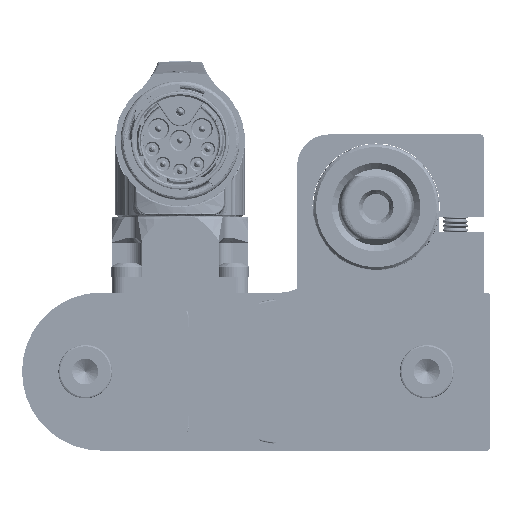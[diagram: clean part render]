
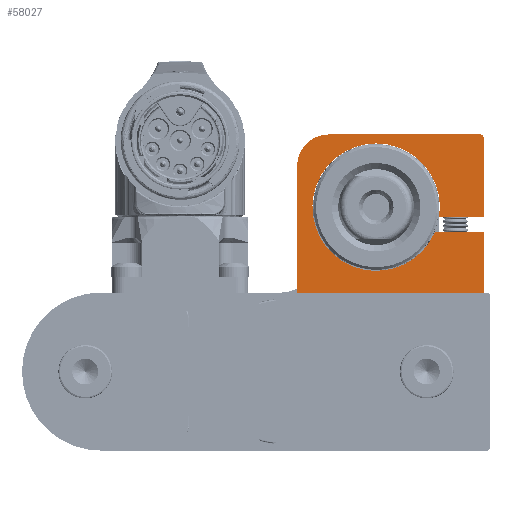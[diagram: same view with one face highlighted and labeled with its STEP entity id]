
A CAD part, left-side view. The second image highlights one B-rep face of the part: STEP entity #58027.
In plain terms, the highlighted face is planar.
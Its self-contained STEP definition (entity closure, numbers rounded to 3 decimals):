
#2804 = CARTESIAN_POINT ( 'NONE',  ( -15., 14.5, 30. ) ) ;
#3289 = DIRECTION ( 'NONE',  ( -1., 0., 0. ) ) ;
#3593 = EDGE_CURVE ( 'NONE', #37893, #42766, #58167, .T. ) ;
#4420 = CIRCLE ( 'NONE', #69514, 10.075 ) ;
#4575 = ORIENTED_EDGE ( 'NONE', *, *, #35878, .F. ) ;
#12378 = AXIS2_PLACEMENT_3D ( 'NONE', #83884, #24633, #54283 ) ;
#15904 = PLANE ( 'NONE',  #12378 ) ;
#16794 = CARTESIAN_POINT ( 'NONE',  ( 14.5, 14.5, 30. ) ) ;
#17812 = FACE_OUTER_BOUND ( 'NONE', #71243, .T. ) ;
#18154 = LINE ( 'NONE', #25959, #80306 ) ;
#21206 = CARTESIAN_POINT ( 'NONE',  ( 5.5, -1., 30. ) ) ;
#22581 = CARTESIAN_POINT ( 'NONE',  ( -15., 14.5, 30. ) ) ;
#22614 = LINE ( 'NONE', #45035, #43756 ) ;
#23074 = ORIENTED_EDGE ( 'NONE', *, *, #69671, .T. ) ;
#23726 = CARTESIAN_POINT ( 'NONE',  ( 7.463, 1.5, 30. ) ) ;
#23839 = CARTESIAN_POINT ( 'NONE',  ( 14.5, 14., 30. ) ) ;
#24633 = DIRECTION ( 'NONE',  ( 0., 0., 1. ) ) ;
#25034 = CARTESIAN_POINT ( 'NONE',  ( 14.5, -1., 30. ) ) ;
#25138 = LINE ( 'NONE', #2804, #64705 ) ;
#25959 = CARTESIAN_POINT ( 'NONE',  ( -15., -10.5, 30. ) ) ;
#26348 = CARTESIAN_POINT ( 'NONE',  ( 14., 14.5, 30. ) ) ;
#26463 = EDGE_CURVE ( 'NONE', #28005, #33825, #53231, .T. ) ;
#26467 = DIRECTION ( 'NONE',  ( 1., 0., 0. ) ) ;
#27710 = ORIENTED_EDGE ( 'NONE', *, *, #53677, .F. ) ;
#28005 = VERTEX_POINT ( 'NONE', #46924 ) ;
#29348 = ORIENTED_EDGE ( 'NONE', *, *, #30443, .T. ) ;
#29667 = EDGE_CURVE ( 'NONE', #40676, #28005, #35890, .T. ) ;
#30313 = ORIENTED_EDGE ( 'NONE', *, *, #61608, .T. ) ;
#30443 = EDGE_CURVE ( 'NONE', #34323, #42766, #22614, .T. ) ;
#30948 = DIRECTION ( 'NONE',  ( 0., 1., 0. ) ) ;
#32395 = CARTESIAN_POINT ( 'NONE',  ( 5.5, 1.5, 30. ) ) ;
#33825 = VERTEX_POINT ( 'NONE', #90027 ) ;
#34323 = VERTEX_POINT ( 'NONE', #83086 ) ;
#35557 = CARTESIAN_POINT ( 'NONE',  ( -10., 9.5, 30. ) ) ;
#35878 = EDGE_CURVE ( 'NONE', #70618, #37893, #4420, .T. ) ;
#35890 = CIRCLE ( 'NONE', #57678, 5. ) ;
#36818 = ORIENTED_EDGE ( 'NONE', *, *, #3593, .F. ) ;
#37723 = DIRECTION ( 'NONE',  ( 0., 1., 0. ) ) ;
#37893 = VERTEX_POINT ( 'NONE', #84020 ) ;
#38224 = LINE ( 'NONE', #16794, #53291 ) ;
#38456 = ORIENTED_EDGE ( 'NONE', *, *, #76028, .T. ) ;
#39020 = VERTEX_POINT ( 'NONE', #60405 ) ;
#40676 = VERTEX_POINT ( 'NONE', #58146 ) ;
#40683 = LINE ( 'NONE', #32395, #91702 ) ;
#41537 = EDGE_CURVE ( 'NONE', #59401, #40676, #25138, .T. ) ;
#42766 = VERTEX_POINT ( 'NONE', #25034 ) ;
#43134 = CIRCLE ( 'NONE', #55531, 0.5 ) ;
#43517 = ORIENTED_EDGE ( 'NONE', *, *, #41537, .T. ) ;
#43756 = VECTOR ( 'NONE', #37723, 1000. ) ;
#45035 = CARTESIAN_POINT ( 'NONE',  ( 14.5, 14.5, 30. ) ) ;
#46924 = CARTESIAN_POINT ( 'NONE',  ( -15., 9.5, 30. ) ) ;
#53231 = LINE ( 'NONE', #22581, #60311 ) ;
#53291 = VECTOR ( 'NONE', #30948, 1000. ) ;
#53677 = EDGE_CURVE ( 'NONE', #39020, #70618, #40683, .T. ) ;
#54283 = DIRECTION ( 'NONE',  ( 1., 0., 0. ) ) ;
#55531 = AXIS2_PLACEMENT_3D ( 'NONE', #66336, #75541, #83309 ) ;
#57678 = AXIS2_PLACEMENT_3D ( 'NONE', #35557, #94318, #72419 ) ;
#58027 = ADVANCED_FACE ( 'NONE', ( #17812 ), #15904, .T. ) ;
#58146 = CARTESIAN_POINT ( 'NONE',  ( -10., 14.5, 30. ) ) ;
#58167 = LINE ( 'NONE', #21206, #62721 ) ;
#59401 = VERTEX_POINT ( 'NONE', #26348 ) ;
#60311 = VECTOR ( 'NONE', #66322, 1000. ) ;
#60405 = CARTESIAN_POINT ( 'NONE',  ( 14.5, 1.5, 30. ) ) ;
#61608 = EDGE_CURVE ( 'NONE', #69728, #59401, #43134, .T. ) ;
#61995 = DIRECTION ( 'NONE',  ( -1., 0., 0. ) ) ;
#62721 = VECTOR ( 'NONE', #72566, 1000. ) ;
#64705 = VECTOR ( 'NONE', #3289, 1000. ) ;
#66322 = DIRECTION ( 'NONE',  ( 0., -1., 0. ) ) ;
#66336 = CARTESIAN_POINT ( 'NONE',  ( 14., 14., 30. ) ) ;
#69514 = AXIS2_PLACEMENT_3D ( 'NONE', #77614, #69833, #90751 ) ;
#69671 = EDGE_CURVE ( 'NONE', #33825, #34323, #18154, .T. ) ;
#69728 = VERTEX_POINT ( 'NONE', #23839 ) ;
#69833 = DIRECTION ( 'NONE',  ( 0., 0., 1. ) ) ;
#70618 = VERTEX_POINT ( 'NONE', #23726 ) ;
#71243 = EDGE_LOOP ( 'NONE', ( #38456, #30313, #43517, #76117, #80541, #23074, #29348, #36818, #4575, #27710 ) ) ;
#72419 = DIRECTION ( 'NONE',  ( 1., 0., 0. ) ) ;
#72566 = DIRECTION ( 'NONE',  ( 1., 0., 0. ) ) ;
#75541 = DIRECTION ( 'NONE',  ( 0., 0., 1. ) ) ;
#76028 = EDGE_CURVE ( 'NONE', #39020, #69728, #38224, .T. ) ;
#76117 = ORIENTED_EDGE ( 'NONE', *, *, #29667, .T. ) ;
#77614 = CARTESIAN_POINT ( 'NONE',  ( -2.5, 3., 30. ) ) ;
#80306 = VECTOR ( 'NONE', #26467, 1000. ) ;
#80541 = ORIENTED_EDGE ( 'NONE', *, *, #26463, .T. ) ;
#83086 = CARTESIAN_POINT ( 'NONE',  ( 14.5, -10.5, 30. ) ) ;
#83309 = DIRECTION ( 'NONE',  ( 1., 0., 0. ) ) ;
#83884 = CARTESIAN_POINT ( 'NONE',  ( 0., 0., 30. ) ) ;
#84020 = CARTESIAN_POINT ( 'NONE',  ( 6.747, -1., 30. ) ) ;
#90027 = CARTESIAN_POINT ( 'NONE',  ( -15., -10.5, 30. ) ) ;
#90751 = DIRECTION ( 'NONE',  ( 1., 0., 0. ) ) ;
#91702 = VECTOR ( 'NONE', #61995, 1000. ) ;
#94318 = DIRECTION ( 'NONE',  ( 0., 0., 1. ) ) ;
